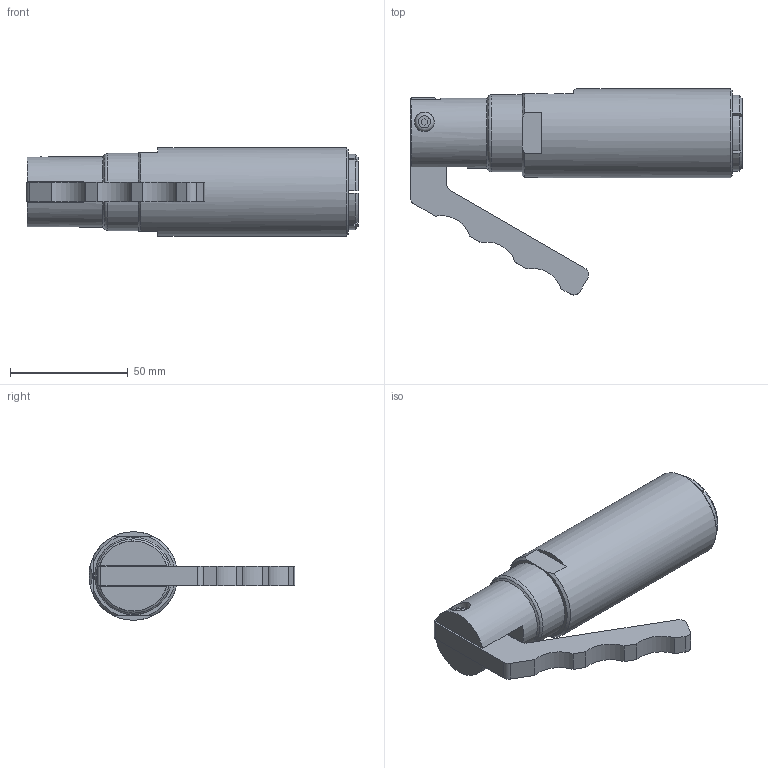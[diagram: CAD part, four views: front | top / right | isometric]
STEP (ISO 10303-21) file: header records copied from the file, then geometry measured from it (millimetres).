
FILE_DESCRIPTION(/* description */ (''),/* implementation_level */ '2;1');
FILE_NAME(/* name */ 'FXL-081061.stp',/* time_stamp */ '2017-07-19T16:38:26-05:00',/* author */ ('scottg'),/* organization */ ('FasTest,Inc.'),/* preprocessor_version */ 'ST-DEVELOPER v16.1',/* originating_system */ 'Autodesk Inventor 2016',/* authorisation */ '');
FILE_SCHEMA (('AUTOMOTIVE_DESIGN { 1 0 10303 214 3 1 1 }'));
Length unit declared in the file: inch
Products named in the file (1): FXL-081061
Bounding box: 140.79 x 87.36 x 37.59 mm (x, y, z)
Volume: 135838.9 mm3; surface area: 26656.5 mm2
Topology: 2 solids, 2 shells, 146 faces, 382 edges, 248 vertices
Faces by surface type: plane 68, cone 40, cylinder 34, torus 4
Full cylindrical faces by diameter (mm): 4.826 x2, 4.978 x1, 5.537 x1, 8.153 x1, 8.331 x1, 14.275 x1, 20.447 x1, 21.057 x1, 29.718 x1, 32.766 x1, 37.592 x1
Entity records: 4505 total; most frequent: CARTESIAN_POINT 1028, DIRECTION 716, ORIENTED_EDGE 708, EDGE_CURVE 354, AXIS2_PLACEMENT_3D 276, VERTEX_POINT 242, EDGE_LOOP 180, LINE 164
